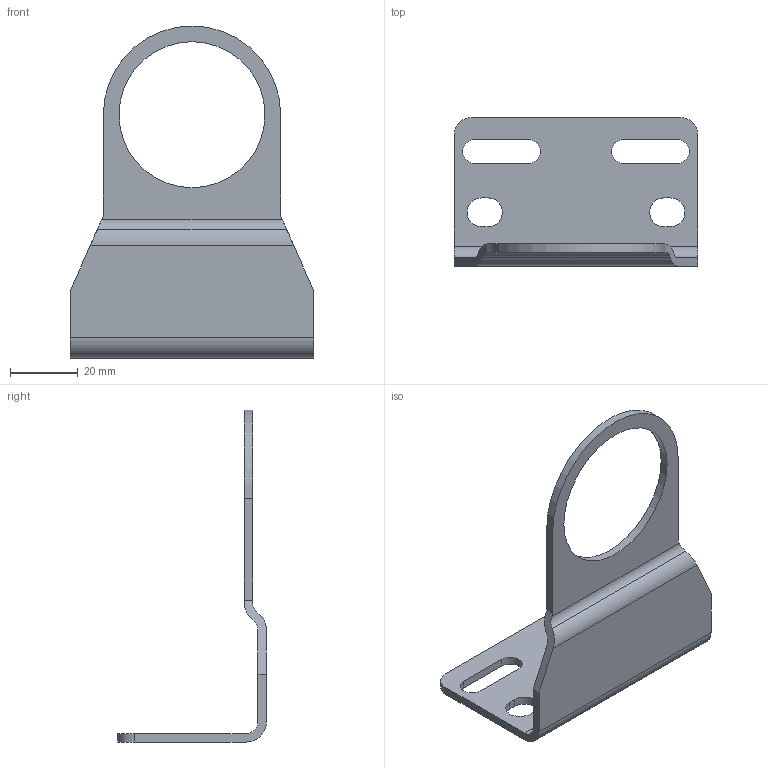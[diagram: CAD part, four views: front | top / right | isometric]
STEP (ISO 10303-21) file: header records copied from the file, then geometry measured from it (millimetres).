
FILE_DESCRIPTION( ( 'STEP AP214' ), ' ' );
FILE_NAME( '99002.1227.stp', '2017-03-08T13:43:32', ( '' ), ( '' ), ' ', 'PARTsolutions', ' ' );
FILE_SCHEMA( ( 'AUTOMOTIVE_DESIGN { 1 0 10303 214 1 1 1 1 }' ) );
Length unit declared in the file: millimetre
Products named in the file (1): _99002.1227
Bounding box: 72 x 44 x 98.25 mm (x, y, z)
Volume: 16144.1 mm3; surface area: 14628.3 mm2
Topology: 1 solids, 1 shells, 39 faces, 111 edges, 74 vertices
Faces by surface type: plane 21, cylinder 18
Full cylindrical faces by diameter (mm): 43.2 x1
Entity records: 1624 total; most frequent: DIRECTION 226, CARTESIAN_POINT 224, ORIENTED_EDGE 220, EDGE_CURVE 110, AXIS2_PLACEMENT_3D 76, VERTEX_POINT 74, LINE 74, VECTOR 74
